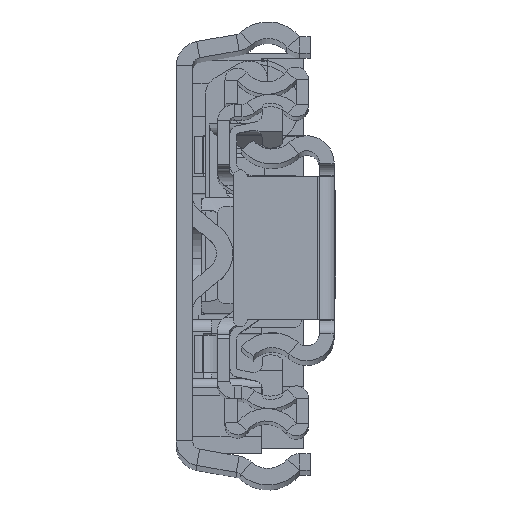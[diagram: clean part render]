
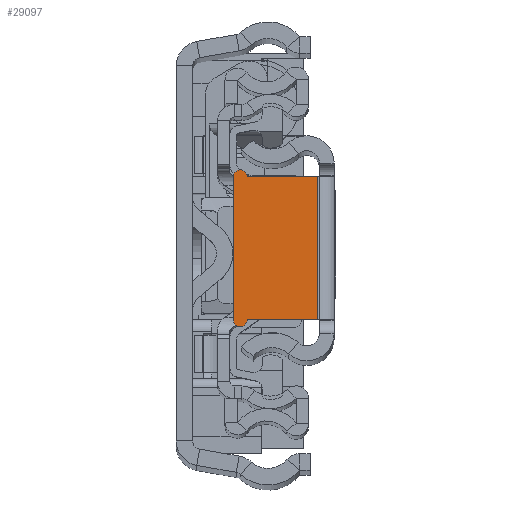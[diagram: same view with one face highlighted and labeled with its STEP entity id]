
A CAD part, top view. The second image highlights one B-rep face of the part: STEP entity #29097.
In plain terms, the highlighted planar face has unit normal (0, 0, 1).
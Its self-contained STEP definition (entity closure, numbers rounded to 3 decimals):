
#8 = EDGE_LOOP ( 'NONE', ( #25954, #39179, #4215, #13414, #32281, #39983 ) ) ;
#229 = DIRECTION ( 'NONE',  ( -1., 0., 0. ) ) ;
#1166 = CARTESIAN_POINT ( 'NONE',  ( -2., 0., 0. ) ) ;
#1889 = CARTESIAN_POINT ( 'NONE',  ( -10.5, 8.65, 0. ) ) ;
#1966 = VERTEX_POINT ( 'NONE', #11963 ) ;
#2171 = DIRECTION ( 'NONE',  ( -1., 0., 0. ) ) ;
#2355 = CARTESIAN_POINT ( 'NONE',  ( -11.35, 8.65, 0. ) ) ;
#4215 = ORIENTED_EDGE ( 'NONE', *, *, #13096, .F. ) ;
#4329 = LINE ( 'NONE', #28972, #31266 ) ;
#5425 = VERTEX_POINT ( 'NONE', #10637 ) ;
#6101 = PLANE ( 'NONE',  #9173 ) ;
#6143 = LINE ( 'NONE', #38370, #24943 ) ;
#7198 = VECTOR ( 'NONE', #8818, 1000. ) ;
#8322 = VERTEX_POINT ( 'NONE', #20342 ) ;
#8818 = DIRECTION ( 'NONE',  ( 0., 1., 0. ) ) ;
#9173 = AXIS2_PLACEMENT_3D ( 'NONE', #18959, #34324, #31169 ) ;
#10637 = CARTESIAN_POINT ( 'NONE',  ( -12.2, 8.65, 0. ) ) ;
#10967 = VERTEX_POINT ( 'NONE', #11191 ) ;
#11191 = CARTESIAN_POINT ( 'NONE',  ( -10.5, -8.65, 0. ) ) ;
#11813 = CIRCLE ( 'NONE', #34037, 0.85 ) ;
#11963 = CARTESIAN_POINT ( 'NONE',  ( -2., 8.65, 0. ) ) ;
#12033 = DIRECTION ( 'NONE',  ( 1., 0., 0. ) ) ;
#13096 = EDGE_CURVE ( 'NONE', #32550, #10967, #6143, .T. ) ;
#13393 = DIRECTION ( 'NONE',  ( 1., 0., 0. ) ) ;
#13414 = ORIENTED_EDGE ( 'NONE', *, *, #23442, .T. ) ;
#15453 = CARTESIAN_POINT ( 'NONE',  ( -11.35, -8.65, 0. ) ) ;
#17588 = DIRECTION ( 'NONE',  ( 0., 1., 0. ) ) ;
#18329 = FACE_OUTER_BOUND ( 'NONE', #8, .T. ) ;
#18782 = EDGE_CURVE ( 'NONE', #8322, #10967, #20215, .T. ) ;
#18959 = CARTESIAN_POINT ( 'NONE',  ( 0., 0., 0. ) ) ;
#19204 = DIRECTION ( 'NONE',  ( 0., 0., 1. ) ) ;
#20215 = CIRCLE ( 'NONE', #39728, 0.85 ) ;
#20342 = CARTESIAN_POINT ( 'NONE',  ( -12.2, -8.65, 0. ) ) ;
#21692 = EDGE_CURVE ( 'NONE', #8322, #5425, #28811, .T. ) ;
#22196 = DIRECTION ( 'NONE',  ( 0., 0., 1. ) ) ;
#23368 = EDGE_CURVE ( 'NONE', #27533, #1966, #4329, .T. ) ;
#23442 = EDGE_CURVE ( 'NONE', #32550, #1966, #24311, .T. ) ;
#24311 = LINE ( 'NONE', #1166, #37357 ) ;
#24943 = VECTOR ( 'NONE', #229, 1000. ) ;
#25954 = ORIENTED_EDGE ( 'NONE', *, *, #21692, .F. ) ;
#27324 = EDGE_CURVE ( 'NONE', #27533, #5425, #11813, .T. ) ;
#27533 = VERTEX_POINT ( 'NONE', #1889 ) ;
#28811 = LINE ( 'NONE', #34719, #7198 ) ;
#28972 = CARTESIAN_POINT ( 'NONE',  ( -1.8, 8.65, 0. ) ) ;
#29097 = ADVANCED_FACE ( 'NONE', ( #18329 ), #6101, .T. ) ;
#31169 = DIRECTION ( 'NONE',  ( 1., 0., 0. ) ) ;
#31266 = VECTOR ( 'NONE', #13393, 1000. ) ;
#32281 = ORIENTED_EDGE ( 'NONE', *, *, #23368, .F. ) ;
#32550 = VERTEX_POINT ( 'NONE', #40042 ) ;
#34037 = AXIS2_PLACEMENT_3D ( 'NONE', #2355, #19204, #12033 ) ;
#34324 = DIRECTION ( 'NONE',  ( 0., 0., 1. ) ) ;
#34719 = CARTESIAN_POINT ( 'NONE',  ( -12.2, 8.65, 0. ) ) ;
#37357 = VECTOR ( 'NONE', #17588, 1000. ) ;
#38370 = CARTESIAN_POINT ( 'NONE',  ( -12.2, -8.65, 0. ) ) ;
#39179 = ORIENTED_EDGE ( 'NONE', *, *, #18782, .T. ) ;
#39728 = AXIS2_PLACEMENT_3D ( 'NONE', #15453, #22196, #2171 ) ;
#39983 = ORIENTED_EDGE ( 'NONE', *, *, #27324, .T. ) ;
#40042 = CARTESIAN_POINT ( 'NONE',  ( -2., -8.65, 0. ) ) ;
